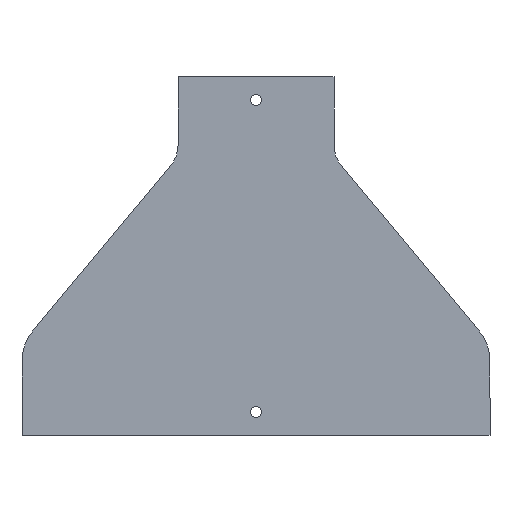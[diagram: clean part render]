
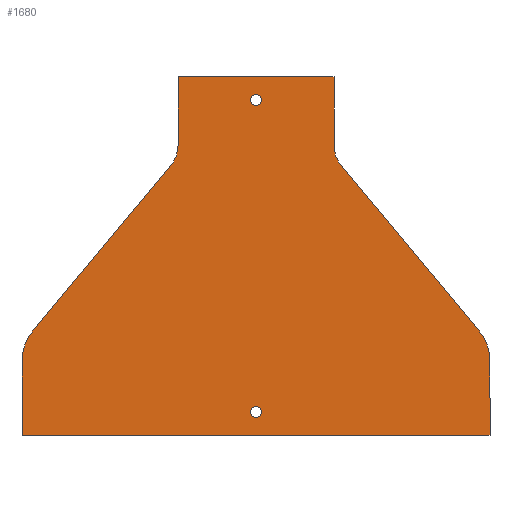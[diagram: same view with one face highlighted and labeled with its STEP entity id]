
A CAD part, front view. The second image highlights one B-rep face of the part: STEP entity #1680.
In plain terms, the highlighted planar face has unit normal (0, -1, 0).
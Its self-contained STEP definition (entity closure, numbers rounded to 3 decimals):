
#37 = CARTESIAN_POINT ( 'NONE',  ( 0., 0., -218.5 ) ) ;
#41 = CARTESIAN_POINT ( 'NONE',  ( 0., 0., -18.5 ) ) ;
#69 = DIRECTION ( 'NONE',  ( 0., 0., 1. ) ) ;
#70 = PLANE ( 'NONE',  #1036 ) ;
#74 = DIRECTION ( 'NONE',  ( 0., 1., 0. ) ) ;
#89 = CARTESIAN_POINT ( 'NONE',  ( -70., 0., -44.139 ) ) ;
#153 = DIRECTION ( 'NONE',  ( 0., -1., 0. ) ) ;
#159 = DIRECTION ( 'NONE',  ( 0., -1., 0. ) ) ;
#190 = DIRECTION ( 'NONE',  ( 0., 0., 1. ) ) ;
#198 = CARTESIAN_POINT ( 'NONE',  ( 0., 0., -15. ) ) ;
#213 = DIRECTION ( 'NONE',  ( 0., 0., -1. ) ) ;
#215 = DIRECTION ( 'NONE',  ( 0., 0., -1. ) ) ;
#218 = DIRECTION ( 'NONE',  ( 0., -1., 0. ) ) ;
#258 = CARTESIAN_POINT ( 'NONE',  ( -120., 0., -182.241 ) ) ;
#287 = CARTESIAN_POINT ( 'NONE',  ( -50., 0., -44.139 ) ) ;
#299 = CARTESIAN_POINT ( 'NONE',  ( 50., 0., -44.139 ) ) ;
#323 = CARTESIAN_POINT ( 'NONE',  ( -50., 0., 0. ) ) ;
#324 = CARTESIAN_POINT ( 'NONE',  ( 50., 0., 0. ) ) ;
#332 = CARTESIAN_POINT ( 'NONE',  ( 143.047, 0., -163.035 ) ) ;
#342 = CARTESIAN_POINT ( 'NONE',  ( 150., 0., -182.241 ) ) ;
#345 = CARTESIAN_POINT ( 'NONE',  ( 54.636, 0., -56.942 ) ) ;
#362 = CARTESIAN_POINT ( 'NONE',  ( 150., 0., -230. ) ) ;
#373 = CARTESIAN_POINT ( 'NONE',  ( -150., 0., -230. ) ) ;
#382 = CARTESIAN_POINT ( 'NONE',  ( -150., 0., -182.241 ) ) ;
#387 = CARTESIAN_POINT ( 'NONE',  ( -54.636, 0., -56.942 ) ) ;
#389 = CARTESIAN_POINT ( 'NONE',  ( -143.047, 0., -163.035 ) ) ;
#392 = DIRECTION ( 'NONE',  ( 0., 0., 1. ) ) ;
#409 = CARTESIAN_POINT ( 'NONE',  ( -70., 0., -44.139 ) ) ;
#436 = DIRECTION ( 'NONE',  ( -1., 0., 0. ) ) ;
#439 = CARTESIAN_POINT ( 'NONE',  ( -150., 0., -230. ) ) ;
#445 = DIRECTION ( 'NONE',  ( 0., 0., -1. ) ) ;
#446 = CARTESIAN_POINT ( 'NONE',  ( 150., 0., -182.241 ) ) ;
#459 = DIRECTION ( 'NONE',  ( 0., 0., 1. ) ) ;
#467 = CARTESIAN_POINT ( 'NONE',  ( -50., 0., 0. ) ) ;
#473 = DIRECTION ( 'NONE',  ( 1., 0., 0. ) ) ;
#493 = DIRECTION ( 'NONE',  ( 0., 0., 1. ) ) ;
#499 = DIRECTION ( 'NONE',  ( 0.64, 0., -0.768 ) ) ;
#506 = CARTESIAN_POINT ( 'NONE',  ( 70., 0., -44.139 ) ) ;
#511 = CARTESIAN_POINT ( 'NONE',  ( -50., 0., 0. ) ) ;
#515 = DIRECTION ( 'NONE',  ( 0., 0., -1. ) ) ;
#516 = DIRECTION ( 'NONE',  ( 0., 0., -1. ) ) ;
#517 = CARTESIAN_POINT ( 'NONE',  ( 50., 0., 0. ) ) ;
#576 = DIRECTION ( 'NONE',  ( 0., 0., -1. ) ) ;
#577 = DIRECTION ( 'NONE',  ( 0., 1., 0. ) ) ;
#578 = CARTESIAN_POINT ( 'NONE',  ( 120., 0., -182.241 ) ) ;
#590 = DIRECTION ( 'NONE',  ( 0.64, 0., 0.768 ) ) ;
#614 = CARTESIAN_POINT ( 'NONE',  ( 54.636, 0., -56.942 ) ) ;
#617 = DIRECTION ( 'NONE',  ( 0., -1., 0. ) ) ;
#667 = DIRECTION ( 'NONE',  ( 0., 1., 0. ) ) ;
#691 = CARTESIAN_POINT ( 'NONE',  ( -54.636, 0., -56.942 ) ) ;
#701 = CARTESIAN_POINT ( 'NONE',  ( -150., 0., -182.241 ) ) ;
#714 = CARTESIAN_POINT ( 'NONE',  ( 0., 0., -215. ) ) ;
#760 = EDGE_CURVE ( 'NONE', #1122, #1114, #1187, .T. ) ;
#763 = EDGE_CURVE ( 'NONE', #1114, #1108, #1195, .T. ) ;
#766 = EDGE_CURVE ( 'NONE', #1108, #1110, #1200, .T. ) ;
#769 = EDGE_CURVE ( 'NONE', #1110, #1183, #1205, .T. ) ;
#771 = EDGE_CURVE ( 'NONE', #1588, #1588, #1208, .T. ) ;
#772 = EDGE_CURVE ( 'NONE', #1587, #1587, #1211, .T. ) ;
#866 = EDGE_CURVE ( 'NONE', #1147, #1141, #1368, .T. ) ;
#881 = EDGE_CURVE ( 'NONE', #1154, #1153, #1372, .T. ) ;
#896 = EDGE_CURVE ( 'NONE', #1138, #1147, #1413, .T. ) ;
#899 = EDGE_CURVE ( 'NONE', #1173, #1138, #1425, .T. ) ;
#902 = EDGE_CURVE ( 'NONE', #1153, #1173, #1430, .T. ) ;
#906 = EDGE_CURVE ( 'NONE', #1183, #1154, #1438, .T. ) ;
#918 = EDGE_CURVE ( 'NONE', #1128, #1122, #1456, .T. ) ;
#922 = EDGE_CURVE ( 'NONE', #1141, #1128, #1464, .T. ) ;
#931 = AXIS2_PLACEMENT_3D ( 'NONE', #258, #667, #392 ) ;
#933 = AXIS2_PLACEMENT_3D ( 'NONE', #409, #153, #190 ) ;
#935 = AXIS2_PLACEMENT_3D ( 'NONE', #714, #159, #213 ) ;
#936 = AXIS2_PLACEMENT_3D ( 'NONE', #198, #218, #215 ) ;
#963 = AXIS2_PLACEMENT_3D ( 'NONE', #578, #577, #576 ) ;
#973 = AXIS2_PLACEMENT_3D ( 'NONE', #506, #617, #515 ) ;
#1036 = AXIS2_PLACEMENT_3D ( 'NONE', #89, #74, #69 ) ;
#1108 = VERTEX_POINT ( 'NONE', #389 ) ;
#1110 = VERTEX_POINT ( 'NONE', #387 ) ;
#1114 = VERTEX_POINT ( 'NONE', #382 ) ;
#1122 = VERTEX_POINT ( 'NONE', #373 ) ;
#1128 = VERTEX_POINT ( 'NONE', #362 ) ;
#1138 = VERTEX_POINT ( 'NONE', #345 ) ;
#1141 = VERTEX_POINT ( 'NONE', #342 ) ;
#1147 = VERTEX_POINT ( 'NONE', #332 ) ;
#1153 = VERTEX_POINT ( 'NONE', #324 ) ;
#1154 = VERTEX_POINT ( 'NONE', #323 ) ;
#1173 = VERTEX_POINT ( 'NONE', #299 ) ;
#1183 = VERTEX_POINT ( 'NONE', #287 ) ;
#1187 = LINE ( 'NONE', #701, #1192 ) ;
#1192 = VECTOR ( 'NONE', #493, 1000. ) ;
#1195 = CIRCLE ( 'NONE', #931, 30. ) ;
#1200 = LINE ( 'NONE', #691, #1202 ) ;
#1202 = VECTOR ( 'NONE', #590, 1000. ) ;
#1205 = CIRCLE ( 'NONE', #933, 20. ) ;
#1208 = CIRCLE ( 'NONE', #935, 3.5 ) ;
#1211 = CIRCLE ( 'NONE', #936, 3.5 ) ;
#1368 = CIRCLE ( 'NONE', #963, 30. ) ;
#1372 = LINE ( 'NONE', #467, #1397 ) ;
#1397 = VECTOR ( 'NONE', #473, 1000. ) ;
#1413 = LINE ( 'NONE', #614, #1423 ) ;
#1423 = VECTOR ( 'NONE', #499, 1000. ) ;
#1425 = CIRCLE ( 'NONE', #973, 20. ) ;
#1430 = LINE ( 'NONE', #517, #1433 ) ;
#1433 = VECTOR ( 'NONE', #516, 1000. ) ;
#1438 = LINE ( 'NONE', #511, #1441 ) ;
#1441 = VECTOR ( 'NONE', #459, 1000. ) ;
#1456 = LINE ( 'NONE', #439, #1459 ) ;
#1459 = VECTOR ( 'NONE', #436, 1000. ) ;
#1464 = LINE ( 'NONE', #446, #1467 ) ;
#1467 = VECTOR ( 'NONE', #445, 1000. ) ;
#1571 = FACE_BOUND ( 'NONE', #2011, .T. ) ;
#1575 = FACE_OUTER_BOUND ( 'NONE', #2025, .T. ) ;
#1580 = FACE_BOUND ( 'NONE', #2044, .T. ) ;
#1587 = VERTEX_POINT ( 'NONE', #41 ) ;
#1588 = VERTEX_POINT ( 'NONE', #37 ) ;
#1680 = ADVANCED_FACE ( 'NONE', ( #1571, #1580, #1575 ), #70, .F. ) ;
#1873 = ORIENTED_EDGE ( 'NONE', *, *, #771, .F. ) ;
#1874 = ORIENTED_EDGE ( 'NONE', *, *, #772, .F. ) ;
#1875 = ORIENTED_EDGE ( 'NONE', *, *, #760, .F. ) ;
#1876 = ORIENTED_EDGE ( 'NONE', *, *, #918, .F. ) ;
#1877 = ORIENTED_EDGE ( 'NONE', *, *, #922, .F. ) ;
#1878 = ORIENTED_EDGE ( 'NONE', *, *, #866, .F. ) ;
#1879 = ORIENTED_EDGE ( 'NONE', *, *, #896, .F. ) ;
#1880 = ORIENTED_EDGE ( 'NONE', *, *, #899, .F. ) ;
#1881 = ORIENTED_EDGE ( 'NONE', *, *, #902, .F. ) ;
#1882 = ORIENTED_EDGE ( 'NONE', *, *, #881, .F. ) ;
#1883 = ORIENTED_EDGE ( 'NONE', *, *, #906, .F. ) ;
#1884 = ORIENTED_EDGE ( 'NONE', *, *, #769, .F. ) ;
#1885 = ORIENTED_EDGE ( 'NONE', *, *, #766, .F. ) ;
#1886 = ORIENTED_EDGE ( 'NONE', *, *, #763, .F. ) ;
#2011 = EDGE_LOOP ( 'NONE', ( #1873 ) ) ;
#2025 = EDGE_LOOP ( 'NONE', ( #1875, #1876, #1877, #1878, #1879, #1880, #1881, #1882, #1883, #1884, #1885, #1886 ) ) ;
#2044 = EDGE_LOOP ( 'NONE', ( #1874 ) ) ;
